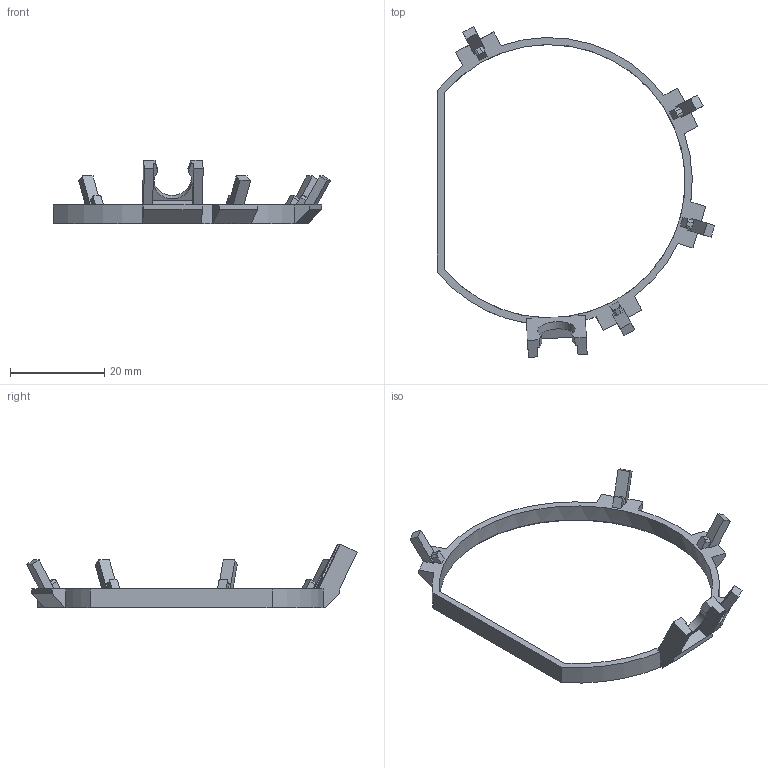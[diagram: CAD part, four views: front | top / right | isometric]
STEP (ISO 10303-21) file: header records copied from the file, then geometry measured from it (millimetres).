
FILE_DESCRIPTION(/* description */ (''),/* implementation_level */ '2;1');
FILE_NAME(/* name */ 'Index-EyetrackVRv4.step',/* time_stamp */ '2023-09-10T04:19:55-04:00',/* author */ (''),/* organization */ (''),/* preprocessor_version */ 'ST-DEVELOPER v20',/* originating_system */ 'Autodesk Translation Framework v12.9.0.99',/* authorisation */ '');
FILE_SCHEMA (('AUTOMOTIVE_DESIGN { 1 0 10303 214 3 1 1 }'));
Length unit declared in the file: millimetre
Products named in the file (1): Index-EyetrackVRv4
Bounding box: 58.86 x 70.2 x 13.48 mm (x, y, z)
Volume: 1834.2 mm3; surface area: 2802.1 mm2
Topology: 1 solids, 1 shells, 94 faces, 265 edges, 172 vertices
Faces by surface type: plane 73, cylinder 20, cone 1
Entity records: 3039 total; most frequent: CARTESIAN_POINT 538, ORIENTED_EDGE 530, DIRECTION 496, EDGE_CURVE 265, LINE 220, VECTOR 220, VERTEX_POINT 172, AXIS2_PLACEMENT_3D 138
